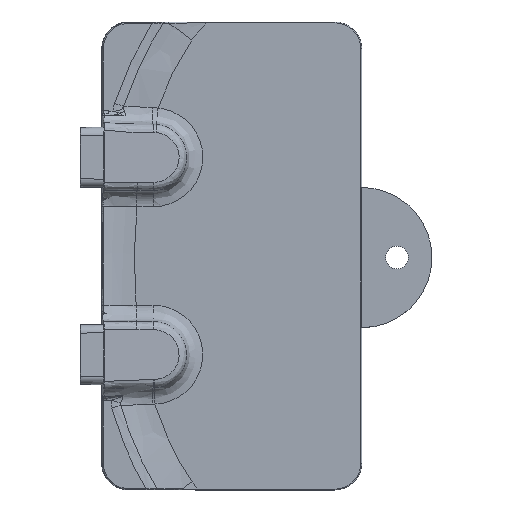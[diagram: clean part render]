
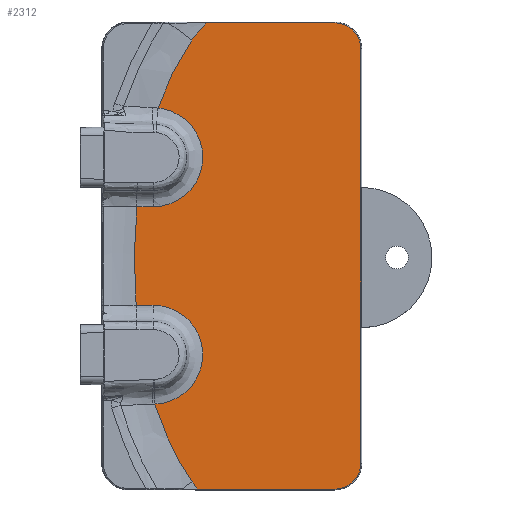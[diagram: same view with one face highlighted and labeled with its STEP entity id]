
A CAD part, top view. The second image highlights one B-rep face of the part: STEP entity #2312.
In plain terms, the highlighted planar face has unit normal (0, 0, 1).
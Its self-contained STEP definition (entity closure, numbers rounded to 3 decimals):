
#103=ELLIPSE('',#2405,6.023,6.);
#104=ELLIPSE('',#2480,6.023,6.);
#198=B_SPLINE_CURVE_WITH_KNOTS('',3,(#4330,#4331,#4332,#4333,#4334,#4335),
 .UNSPECIFIED.,.F.,.F.,(4,2,4),(2.152,2.712,3.339),
 .UNSPECIFIED.);
#239=B_SPLINE_CURVE_WITH_KNOTS('',3,(#5257,#5258,#5259,#5260,#5261,#5262),
 .UNSPECIFIED.,.F.,.F.,(4,2,4),(4.557,4.865,5.601),
 .UNSPECIFIED.);
#248=B_SPLINE_CURVE_WITH_KNOTS('',3,(#5478,#5479,#5480,#5481,#5482,#5483,
#5484,#5485,#5486,#5487,#5488,#5489,#5490,#5491,#5492,#5493),
 .UNSPECIFIED.,.F.,.F.,(4,3,3,3,3,4),(0.009,0.046,
0.217,0.302,0.473,0.931),
 .UNSPECIFIED.);
#347=LINE('',#3926,#430);
#352=LINE('',#4667,#435);
#354=LINE('',#4679,#437);
#356=LINE('',#4691,#439);
#372=LINE('',#5815,#455);
#430=VECTOR('',#2677,10.);
#435=VECTOR('',#2724,10.);
#437=VECTOR('',#2738,10.);
#439=VECTOR('',#2752,10.);
#455=VECTOR('',#2844,10.);
#490=PLANE('',#2481);
#601=FACE_OUTER_BOUND('',#745,.T.);
#745=EDGE_LOOP('',(#1978,#1979,#1980,#1981,#1982,#1983,#1984,#1985,#1986,
#1987,#1988,#1989,#1990,#1991));
#829=CIRCLE('',#2431,3.146);
#833=CIRCLE('',#2437,3.146);
#861=CIRCLE('',#2482,24.151);
#862=CIRCLE('',#2483,25.163);
#971=VERTEX_POINT('',#3879);
#972=VERTEX_POINT('',#3920);
#973=VERTEX_POINT('',#3924);
#986=VERTEX_POINT('',#4325);
#1008=VERTEX_POINT('',#4653);
#1010=VERTEX_POINT('',#4665);
#1012=VERTEX_POINT('',#4671);
#1014=VERTEX_POINT('',#4677);
#1016=VERTEX_POINT('',#4683);
#1018=VERTEX_POINT('',#4689);
#1049=VERTEX_POINT('',#5249);
#1050=VERTEX_POINT('',#5256);
#1056=VERTEX_POINT('',#5477);
#1063=VERTEX_POINT('',#5813);
#1230=EDGE_CURVE('',#972,#971,#103,.T.);
#1232=EDGE_CURVE('',#973,#972,#347,.T.);
#1253=EDGE_CURVE('',#973,#986,#198,.T.);
#1288=EDGE_CURVE('',#1010,#1008,#352,.T.);
#1291=EDGE_CURVE('',#1012,#1010,#829,.T.);
#1294=EDGE_CURVE('',#1014,#1012,#354,.T.);
#1297=EDGE_CURVE('',#1016,#1014,#833,.T.);
#1300=EDGE_CURVE('',#1018,#1016,#356,.T.);
#1357=EDGE_CURVE('',#1050,#1049,#239,.T.);
#1369=EDGE_CURVE('',#1056,#971,#248,.T.);
#1388=EDGE_CURVE('',#1063,#986,#372,.T.);
#1390=EDGE_CURVE('',#1050,#1063,#104,.T.);
#1391=EDGE_CURVE('',#1018,#1056,#861,.T.);
#1392=EDGE_CURVE('',#1049,#1008,#862,.T.);
#1978=ORIENTED_EDGE('',*,*,#1300,.F.);
#1979=ORIENTED_EDGE('',*,*,#1391,.T.);
#1980=ORIENTED_EDGE('',*,*,#1369,.T.);
#1981=ORIENTED_EDGE('',*,*,#1230,.F.);
#1982=ORIENTED_EDGE('',*,*,#1232,.F.);
#1983=ORIENTED_EDGE('',*,*,#1253,.T.);
#1984=ORIENTED_EDGE('',*,*,#1388,.F.);
#1985=ORIENTED_EDGE('',*,*,#1390,.F.);
#1986=ORIENTED_EDGE('',*,*,#1357,.T.);
#1987=ORIENTED_EDGE('',*,*,#1392,.T.);
#1988=ORIENTED_EDGE('',*,*,#1288,.F.);
#1989=ORIENTED_EDGE('',*,*,#1291,.F.);
#1990=ORIENTED_EDGE('',*,*,#1294,.F.);
#1991=ORIENTED_EDGE('',*,*,#1297,.F.);
#2312=ADVANCED_FACE('',(#601),#490,.F.);
#2405=AXIS2_PLACEMENT_3D('',#3922,#2671,#2672);
#2431=AXIS2_PLACEMENT_3D('',#4673,#2730,#2731);
#2437=AXIS2_PLACEMENT_3D('',#4685,#2744,#2745);
#2480=AXIS2_PLACEMENT_3D('',#5862,#2847,#2848);
#2481=AXIS2_PLACEMENT_3D('',#5883,#2849,#2850);
#2482=AXIS2_PLACEMENT_3D('',#5884,#2851,#2852);
#2483=AXIS2_PLACEMENT_3D('',#5885,#2853,#2854);
#2671=DIRECTION('center_axis',(0.,0.,1.));
#2672=DIRECTION('ref_axis',(1.,0.,0.));
#2677=DIRECTION('',(1.,0.,0.));
#2724=DIRECTION('',(-1.,0.,0.));
#2730=DIRECTION('center_axis',(0.,0.,-1.));
#2731=DIRECTION('ref_axis',(0.707,-0.707,0.));
#2738=DIRECTION('',(0.,-1.,0.));
#2744=DIRECTION('center_axis',(0.,0.,-1.));
#2745=DIRECTION('ref_axis',(0.707,0.707,0.));
#2752=DIRECTION('',(1.,0.,0.));
#2844=DIRECTION('',(-1.,0.,0.));
#2847=DIRECTION('center_axis',(0.,0.,1.));
#2848=DIRECTION('ref_axis',(1.,0.,0.));
#2849=DIRECTION('center_axis',(0.,0.,-1.));
#2850=DIRECTION('ref_axis',(1.,0.,0.));
#2851=DIRECTION('center_axis',(0.,0.,1.));
#2852=DIRECTION('ref_axis',(-0.618,0.786,0.));
#2853=DIRECTION('center_axis',(0.,0.,1.));
#2854=DIRECTION('ref_axis',(-0.612,-0.791,0.));
#3879=CARTESIAN_POINT('',(-73.939,18.493,-19.));
#3920=CARTESIAN_POINT('',(-74.526,6.522,-19.));
#3922=CARTESIAN_POINT('Origin',(-74.526,12.522,-19.));
#3924=CARTESIAN_POINT('',(-76.47,6.522,-19.));
#3926=CARTESIAN_POINT('',(-40.22,6.522,-19.));
#4325=CARTESIAN_POINT('',(-76.576,-5.385,-19.));
#4330=CARTESIAN_POINT('Ctrl Pts',(-76.47,6.522,-19.));
#4331=CARTESIAN_POINT('Ctrl Pts',(-76.666,4.649,-19.));
#4332=CARTESIAN_POINT('Ctrl Pts',(-76.772,2.766,-19.));
#4333=CARTESIAN_POINT('Ctrl Pts',(-76.815,-1.191,-19.));
#4334=CARTESIAN_POINT('Ctrl Pts',(-76.748,-3.29,-19.));
#4335=CARTESIAN_POINT('Ctrl Pts',(-76.576,-5.385,-19.));
#4653=CARTESIAN_POINT('',(-69.084,-27.678,-19.));
#4665=CARTESIAN_POINT('',(-52.48,-27.678,-19.));
#4667=CARTESIAN_POINT('',(-26.24,-27.678,-19.));
#4671=CARTESIAN_POINT('',(-49.334,-24.532,-19.));
#4673=CARTESIAN_POINT('Origin',(-52.48,-24.532,-19.));
#4677=CARTESIAN_POINT('',(-49.334,25.669,-19.));
#4679=CARTESIAN_POINT('',(-49.334,12.834,-19.));
#4683=CARTESIAN_POINT('',(-52.48,28.815,-19.));
#4685=CARTESIAN_POINT('Origin',(-52.48,25.669,-19.));
#4689=CARTESIAN_POINT('',(-68.089,28.815,-19.));
#4691=CARTESIAN_POINT('',(-38.743,28.815,-19.));
#5249=CARTESIAN_POINT('',(-69.793,-26.793,-19.));
#5256=CARTESIAN_POINT('',(-74.309,-17.381,-19.));
#5257=CARTESIAN_POINT('Ctrl Pts',(-74.309,-17.381,-19.));
#5258=CARTESIAN_POINT('Ctrl Pts',(-73.998,-18.361,-19.));
#5259=CARTESIAN_POINT('Ctrl Pts',(-73.651,-19.331,-19.));
#5260=CARTESIAN_POINT('Ctrl Pts',(-72.343,-22.58,-19.));
#5261=CARTESIAN_POINT('Ctrl Pts',(-71.22,-24.797,-19.));
#5262=CARTESIAN_POINT('Ctrl Pts',(-69.793,-26.793,-19.));
#5477=CARTESIAN_POINT('',(-69.822,26.738,-19.));
#5478=CARTESIAN_POINT('Ctrl Pts',(-69.822,26.738,-19.));
#5479=CARTESIAN_POINT('Ctrl Pts',(-69.895,26.637,-19.));
#5480=CARTESIAN_POINT('Ctrl Pts',(-69.967,26.535,-19.));
#5481=CARTESIAN_POINT('Ctrl Pts',(-70.037,26.432,-19.));
#5482=CARTESIAN_POINT('Ctrl Pts',(-70.358,25.963,-19.));
#5483=CARTESIAN_POINT('Ctrl Pts',(-70.655,25.477,-19.));
#5484=CARTESIAN_POINT('Ctrl Pts',(-70.94,24.985,-19.));
#5485=CARTESIAN_POINT('Ctrl Pts',(-71.082,24.738,-19.));
#5486=CARTESIAN_POINT('Ctrl Pts',(-71.221,24.49,-19.));
#5487=CARTESIAN_POINT('Ctrl Pts',(-71.357,24.24,-19.));
#5488=CARTESIAN_POINT('Ctrl Pts',(-71.629,23.739,-19.));
#5489=CARTESIAN_POINT('Ctrl Pts',(-71.889,23.232,-19.));
#5490=CARTESIAN_POINT('Ctrl Pts',(-72.138,22.718,-19.));
#5491=CARTESIAN_POINT('Ctrl Pts',(-72.808,21.338,-19.));
#5492=CARTESIAN_POINT('Ctrl Pts',(-73.416,19.93,-19.));
#5493=CARTESIAN_POINT('Ctrl Pts',(-73.94,18.494,-19.));
#5813=CARTESIAN_POINT('',(-74.526,-5.385,-19.));
#5815=CARTESIAN_POINT('',(-40.454,-5.385,-19.));
#5862=CARTESIAN_POINT('Origin',(-74.526,-11.385,-19.));
#5883=CARTESIAN_POINT('Origin',(0.001,-0.001,
-19.));
#5884=CARTESIAN_POINT('Origin',(-50.443,12.327,-19.));
#5885=CARTESIAN_POINT('Origin',(-49.81,-11.5,-19.));
